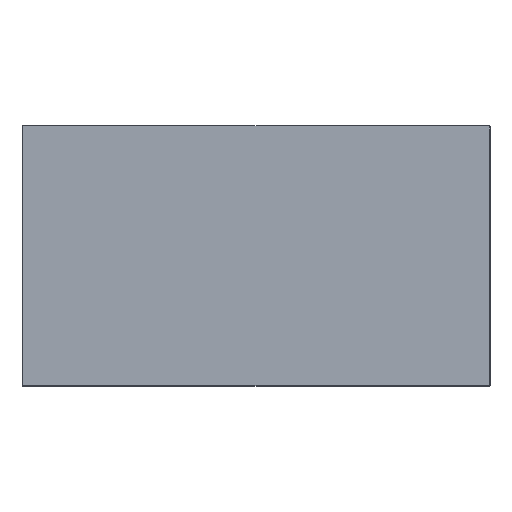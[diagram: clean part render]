
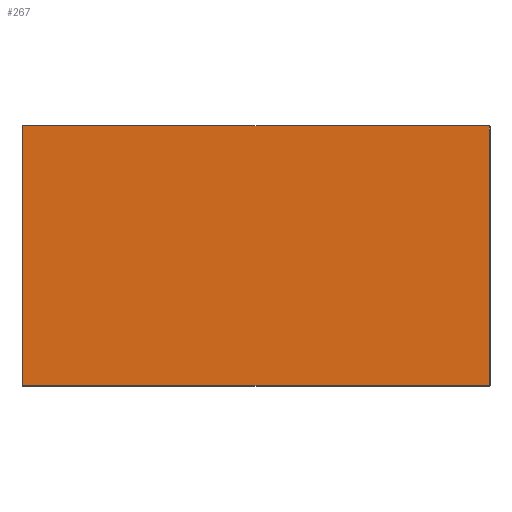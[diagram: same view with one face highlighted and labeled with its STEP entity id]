
A CAD part, top view. The second image highlights one B-rep face of the part: STEP entity #267.
In plain terms, the highlighted face is planar.
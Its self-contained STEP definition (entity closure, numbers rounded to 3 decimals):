
#267=ADVANCED_FACE('',(#361),#1463,.T.);
#361=FACE_OUTER_BOUND('',#455,.T.);
#455=EDGE_LOOP('',(#561,#562,#563,#564));
#561=ORIENTED_EDGE('',*,*,#939,.T.);
#562=ORIENTED_EDGE('',*,*,#949,.T.);
#563=ORIENTED_EDGE('',*,*,#950,.T.);
#564=ORIENTED_EDGE('',*,*,#951,.T.);
#939=EDGE_CURVE('',#1328,#1327,#1149,.T.);
#949=EDGE_CURVE('',#1327,#1337,#1159,.T.);
#950=EDGE_CURVE('',#1337,#1338,#1160,.T.);
#951=EDGE_CURVE('',#1338,#1328,#1161,.T.);
#1149=B_SPLINE_CURVE_WITH_KNOTS('',1,(#2109,#2110),.UNSPECIFIED.,.F.,.F.,
(2,2),(-898.,0.),.UNSPECIFIED.);
#1159=B_SPLINE_CURVE_WITH_KNOTS('',1,(#2129,#2130),.UNSPECIFIED.,.F.,.F.,
(2,2),(0.,499.),.UNSPECIFIED.);
#1160=B_SPLINE_CURVE_WITH_KNOTS('',1,(#2131,#2132),.UNSPECIFIED.,.F.,.F.,
(2,2),(0.,898.),.UNSPECIFIED.);
#1161=B_SPLINE_CURVE_WITH_KNOTS('',1,(#2133,#2134),.UNSPECIFIED.,.F.,.F.,
(2,2),(0.,499.),.UNSPECIFIED.);
#1327=VERTEX_POINT('',#2083);
#1328=VERTEX_POINT('',#2084);
#1337=VERTEX_POINT('',#2093);
#1338=VERTEX_POINT('',#2094);
#1463=PLANE('',#1666);
#1666=AXIS2_PLACEMENT_3D('',#1885,#1773,$);
#1773=DIRECTION('',(0.,1.,0.));
#1885=CARTESIAN_POINT('',(-538.8,12.,-299.9));
#2083=CARTESIAN_POINT('',(-449.,12.,-250.));
#2084=CARTESIAN_POINT('',(449.,12.,-250.));
#2093=CARTESIAN_POINT('',(-449.,12.,249.));
#2094=CARTESIAN_POINT('',(449.,12.,249.));
#2109=CARTESIAN_POINT('',(449.,12.,-250.));
#2110=CARTESIAN_POINT('',(-449.,12.,-250.));
#2129=CARTESIAN_POINT('',(-449.,12.,-250.));
#2130=CARTESIAN_POINT('',(-449.,12.,249.));
#2131=CARTESIAN_POINT('',(-449.,12.,249.));
#2132=CARTESIAN_POINT('',(449.,12.,249.));
#2133=CARTESIAN_POINT('',(449.,12.,249.));
#2134=CARTESIAN_POINT('',(449.,12.,-250.));
